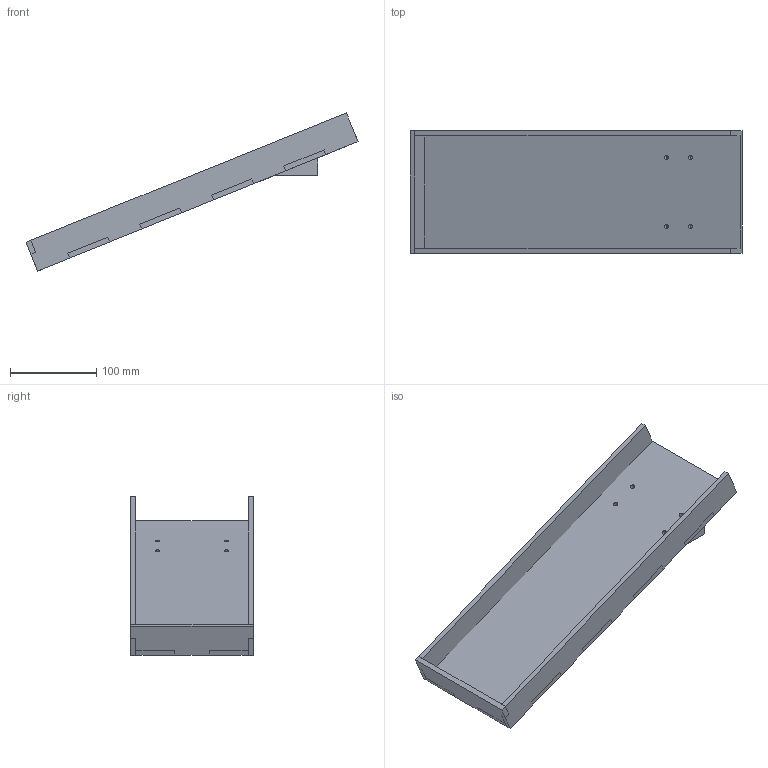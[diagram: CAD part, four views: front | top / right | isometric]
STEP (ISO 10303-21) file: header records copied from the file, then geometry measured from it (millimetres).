
FILE_DESCRIPTION(/* description */ (''),/* implementation_level */ '2;1');
FILE_NAME(/* name */ 'Unloader.step',/* time_stamp */ '2024-07-30T12:57:23+02:00',/* author */ (''),/* organization */ (''),/* preprocessor_version */ 'ST-DEVELOPER v20',/* originating_system */ 'Autodesk Translation Framework v13.14.0.145',/* authorisation */ '');
FILE_SCHEMA (('AUTOMOTIVE_DESIGN { 1 0 10303 214 3 1 1 }'));
Length unit declared in the file: millimetre
Products named in the file (1): Unloader
Bounding box: 384.36 x 142 x 183.22 mm (x, y, z)
Volume: 572491.8 mm3; surface area: 207440.3 mm2
Topology: 5 solids, 5 shells, 121 faces, 329 edges, 218 vertices
Faces by surface type: plane 109, cylinder 8, cone 4
Full cylindrical faces by diameter (mm): 5 x8
Entity records: 3826 total; most frequent: CARTESIAN_POINT 669, ORIENTED_EDGE 658, DIRECTION 593, EDGE_CURVE 329, LINE 309, VECTOR 309, VERTEX_POINT 218, AXIS2_PLACEMENT_3D 142
